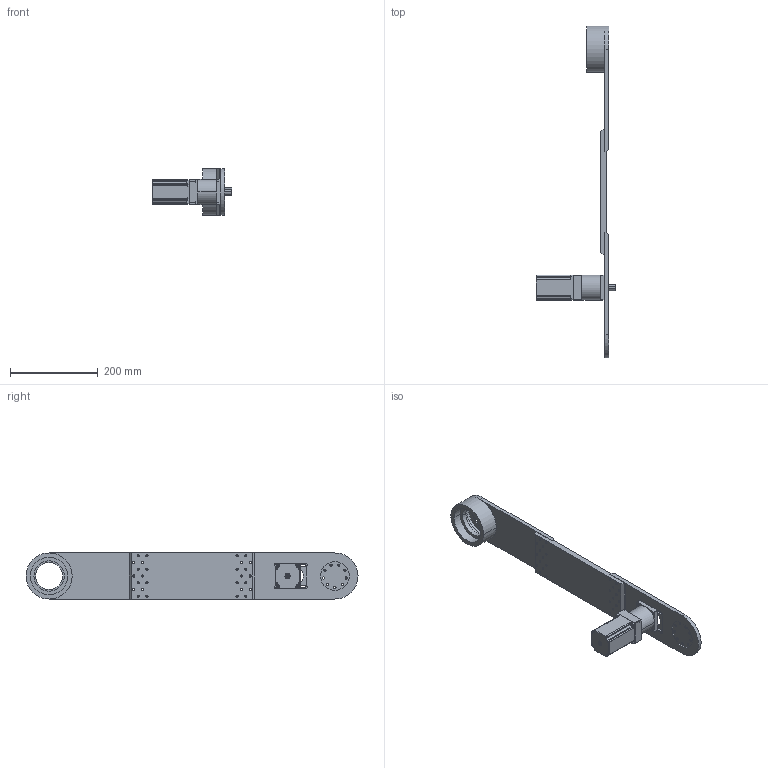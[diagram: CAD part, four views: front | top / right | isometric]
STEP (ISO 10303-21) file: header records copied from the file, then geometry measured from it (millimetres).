
FILE_DESCRIPTION (( 'STEP AP203' ), '1' );
FILE_NAME ('arm_manipulator_link_2_Default_sldprt.STEP', '2025-04-21T08:18:39', ( '' ), ( '' ), 'SwSTEP 2.0', 'SolidWorks 2023', '' );
FILE_SCHEMA (( 'CONFIG_CONTROL_DESIGN' ));
Length unit declared in the file: millimetre
Products named in the file (1): arm_manipulator_link_2_Default_sldprt
Bounding box: 181 x 755 x 105 mm (x, y, z)
Volume: 1354908.2 mm3; surface area: 306740.9 mm2
Topology: 6 solids, 6 shells, 536 faces, 1382 edges, 884 vertices
Faces by surface type: cylinder 315, plane 169, cone 52
Entity records: 17069 total; most frequent: DIRECTION 3124, CARTESIAN_POINT 2963, ORIENTED_EDGE 2744, EDGE_CURVE 1372, AXIS2_PLACEMENT_3D 1221, VERTEX_POINT 884, EDGE_LOOP 772, CIRCLE 684
